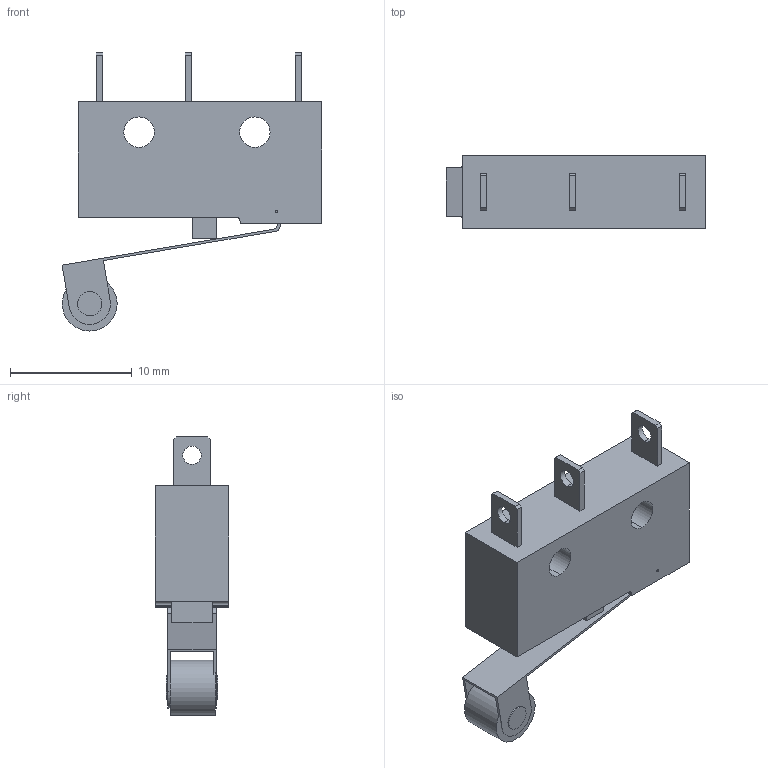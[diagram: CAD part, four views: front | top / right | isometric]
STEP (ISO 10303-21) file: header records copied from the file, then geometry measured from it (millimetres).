
FILE_DESCRIPTION (( 'STEP AP203' ), '1' );
FILE_NAME ('SW_LIMITE.STEP', '2022-12-14T00:38:23', ( '' ), ( '' ), 'SwSTEP 2.0', 'SolidWorks 2019', '' );
FILE_SCHEMA (( 'CONFIG_CONTROL_DESIGN' ));
Length unit declared in the file: millimetre
Products named in the file (7): Lim_5; lim_2; Lim_3; SW_LIMITE; Lim_1; Lim_6; LiIm_4
Assembly tree (8 placements, depth 2):
  SW_LIMITE
    Lim_1
    lim_2
    Lim_3
    LiIm_4
    Lim_5
    Lim_6  x3
Bounding box: 21.31 x 6 x 22.82 mm (x, y, z)
Volume: 1178 mm3; surface area: 1361 mm2
Topology: 8 solids, 8 shells, 119 faces, 283 edges, 186 vertices
Faces by surface type: plane 82, cylinder 37
Entity records: 3688 total; most frequent: DIRECTION 525, CARTESIAN_POINT 499, ORIENTED_EDGE 470, EDGE_CURVE 235, AXIS2_PLACEMENT_3D 180, VECTOR 165, LINE 165, VERTEX_POINT 154
